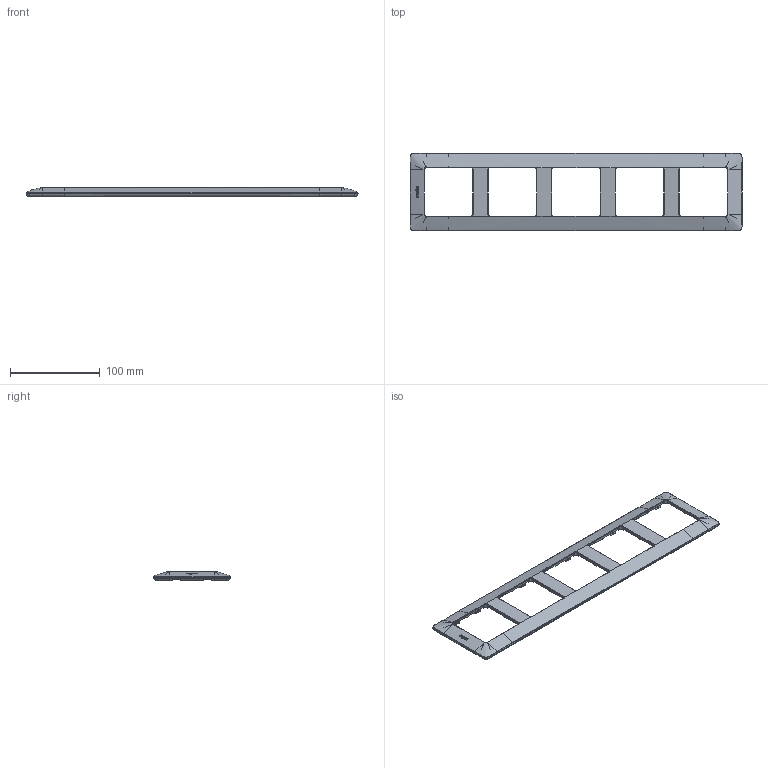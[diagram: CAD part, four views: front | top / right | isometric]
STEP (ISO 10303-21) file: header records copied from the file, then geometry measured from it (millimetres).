
FILE_DESCRIPTION(('CATIA V5 STEP Exchange','CAx-IF Rec.Pracs.--- Model Styling and Organization---1.4--- 2014-01-23'),'2;1');
FILE_NAME('754005_AllCATPart.stp','2020-02-13T11:03:26+00:00',('none'),('none'),'CATIA Version 5-6 Release 2017 SP3','CATIA V5 STEP AP214','none');
FILE_SCHEMA(('AUTOMOTIVE_DESIGN { 1 0 10303 214 1 1 1 1 }'));
Products named in the file (1): 754005_AllCATPart
Bounding box: 370 x 86 x 9.8 mm (x, y, z)
Volume: 56575.2 mm3; surface area: 80062.4 mm2
Topology: 1 solids, 2 shells, 5085 faces, 14076 edges, 9071 vertices
Faces by surface type: plane 2651, cylinder 1280, bspline 672, extrusion 340, cone 92, torus 42, sphere 8
Entity records: 211451 total; most frequent: CARTESIAN_POINT 101362, ORIENTED_EDGE 28124, EDGE_CURVE 14062, DIRECTION 12799, VERTEX_POINT 9070, VECTOR 7084, LINE 6744, B_SPLINE_CURVE_WITH_KNOTS 6666
